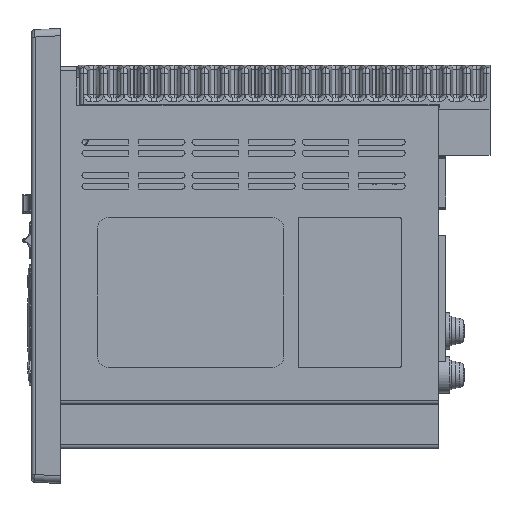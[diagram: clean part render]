
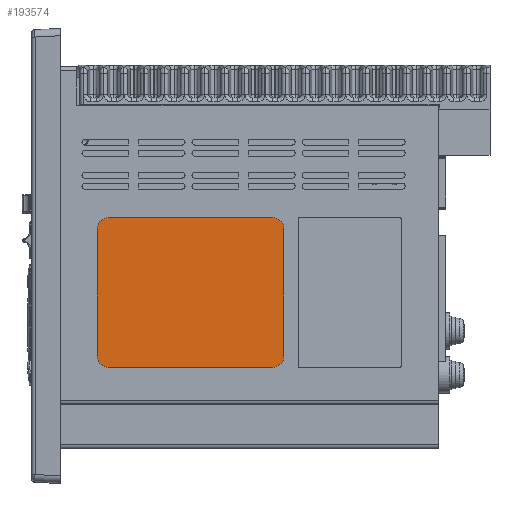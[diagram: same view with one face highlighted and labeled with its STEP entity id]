
A CAD part, top view. The second image highlights one B-rep face of the part: STEP entity #193574.
In plain terms, the highlighted planar face has unit normal (0, 0, 1).
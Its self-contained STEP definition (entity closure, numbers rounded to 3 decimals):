
#193369=CARTESIAN_POINT('',(17.95,-41.6,0.7));
#193370=VERTEX_POINT('',#193369);
#193377=CARTESIAN_POINT('',(20.95,-38.6,0.7));
#193378=VERTEX_POINT('',#193377);
#193379=CARTESIAN_POINT('',(20.95,-41.6,0.7));
#193380=DIRECTION('',(0.0,0.0,-1.0));
#193381=DIRECTION('',(1.0,0.0,0.0));
#193382=AXIS2_PLACEMENT_3D('',#193379,#193380,#193381);
#193383=CIRCLE('',#193382,3.);
#193384=EDGE_CURVE('',#193370,#193378,#193383,.T.);
#193402=CARTESIAN_POINT('',(65.75,-38.6,0.7));
#193403=VERTEX_POINT('',#193402);
#193404=CARTESIAN_POINT('',(20.95,-38.6,0.7));
#193405=DIRECTION('',(1.0,0.0,0.0));
#193406=VECTOR('',#193405,44.8);
#193407=LINE('',#193404,#193406);
#193408=EDGE_CURVE('',#193378,#193403,#193407,.T.);
#193426=CARTESIAN_POINT('',(68.75,-41.6,0.7));
#193427=VERTEX_POINT('',#193426);
#193428=CARTESIAN_POINT('',(65.75,-41.6,0.7));
#193429=DIRECTION('',(0.0,0.0,-1.0));
#193430=DIRECTION('',(1.0,0.0,0.0));
#193431=AXIS2_PLACEMENT_3D('',#193428,#193429,#193430);
#193432=CIRCLE('',#193431,3.);
#193433=EDGE_CURVE('',#193403,#193427,#193432,.T.);
#193451=CARTESIAN_POINT('',(68.75,-76.4,0.7));
#193452=VERTEX_POINT('',#193451);
#193453=CARTESIAN_POINT('',(68.75,-41.6,0.7));
#193454=DIRECTION('',(0.0,-1.0,0.0));
#193455=VECTOR('',#193454,34.8);
#193456=LINE('',#193453,#193455);
#193457=EDGE_CURVE('',#193427,#193452,#193456,.T.);
#193475=CARTESIAN_POINT('',(65.75,-79.4,0.7));
#193476=VERTEX_POINT('',#193475);
#193477=CARTESIAN_POINT('',(65.75,-76.4,0.7));
#193478=DIRECTION('',(0.0,0.0,-1.0));
#193479=DIRECTION('',(1.0,0.0,0.0));
#193480=AXIS2_PLACEMENT_3D('',#193477,#193478,#193479);
#193481=CIRCLE('',#193480,3.);
#193482=EDGE_CURVE('',#193452,#193476,#193481,.T.);
#193500=CARTESIAN_POINT('',(20.95,-79.4,0.7));
#193501=VERTEX_POINT('',#193500);
#193502=CARTESIAN_POINT('',(20.95,-79.4,0.7));
#193503=DIRECTION('',(1.0,0.0,0.0));
#193504=VECTOR('',#193503,44.8);
#193505=LINE('',#193502,#193504);
#193506=EDGE_CURVE('',#193501,#193476,#193505,.T.);
#193524=CARTESIAN_POINT('',(17.95,-76.4,0.7));
#193525=VERTEX_POINT('',#193524);
#193526=CARTESIAN_POINT('',(20.95,-76.4,0.7));
#193527=DIRECTION('',(0.0,0.0,-1.0));
#193528=DIRECTION('',(1.0,0.0,0.0));
#193529=AXIS2_PLACEMENT_3D('',#193526,#193527,#193528);
#193530=CIRCLE('',#193529,3.);
#193531=EDGE_CURVE('',#193501,#193525,#193530,.T.);
#193549=CARTESIAN_POINT('',(17.95,-41.6,0.7));
#193550=DIRECTION('',(0.0,-1.0,0.0));
#193551=VECTOR('',#193550,34.8);
#193552=LINE('',#193549,#193551);
#193553=EDGE_CURVE('',#193370,#193525,#193552,.T.);
#193559=CARTESIAN_POINT('',(0.0,0.0,0.7));
#193560=DIRECTION('',(0.0,0.0,1.0));
#193561=DIRECTION('',(1.0,0.0,0.0));
#193562=AXIS2_PLACEMENT_3D('',#193559,#193560,#193561);
#193563=PLANE('',#193562);
#193564=ORIENTED_EDGE('',*,*,#193384,.F.);
#193565=ORIENTED_EDGE('',*,*,#193553,.T.);
#193566=ORIENTED_EDGE('',*,*,#193531,.F.);
#193567=ORIENTED_EDGE('',*,*,#193506,.T.);
#193568=ORIENTED_EDGE('',*,*,#193482,.F.);
#193569=ORIENTED_EDGE('',*,*,#193457,.F.);
#193570=ORIENTED_EDGE('',*,*,#193433,.F.);
#193571=ORIENTED_EDGE('',*,*,#193408,.F.);
#193572=EDGE_LOOP('',(#193564,#193565,#193566,#193567,#193568,#193569,#193570,#193571));
#193573=FACE_OUTER_BOUND('',#193572,.T.);
#193574=ADVANCED_FACE('',(#193573),#193563,.T.);
